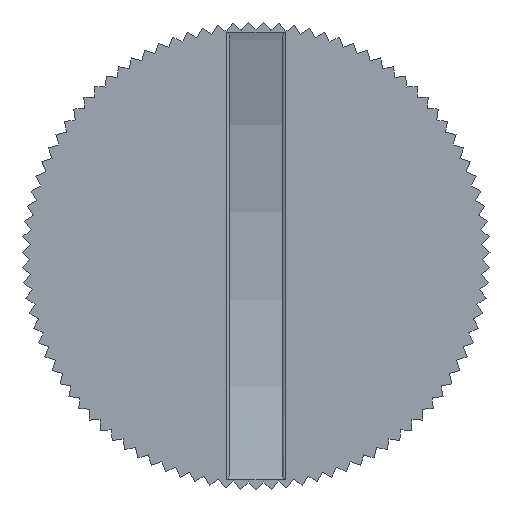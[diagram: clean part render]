
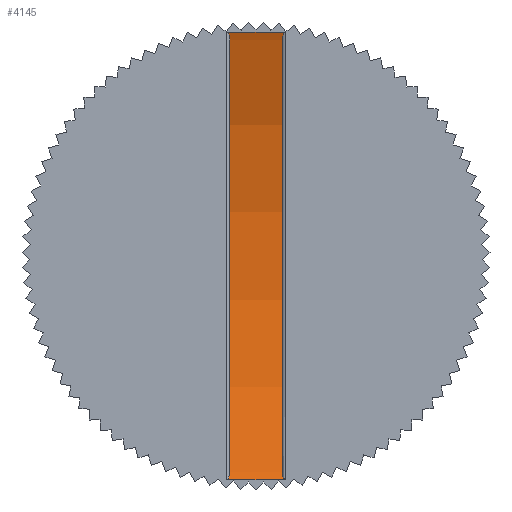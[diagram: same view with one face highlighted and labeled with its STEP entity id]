
A CAD part, left-side view. The second image highlights one B-rep face of the part: STEP entity #4145.
In plain terms, the highlighted cylindrical face has radius 20 mm (diameter 40 mm), a partial arc.
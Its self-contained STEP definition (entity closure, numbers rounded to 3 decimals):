
#16=CIRCLE('',#4347,20.);
#17=CIRCLE('',#4350,20.);
#23=B_SPLINE_CURVE_WITH_KNOTS('',3,(#6511,#6512,#6513,#6514,#6515,#6516,
#6517,#6518,#6519,#6520),.UNSPECIFIED.,.F.,.F.,(4,2,2,2,4),(0.031,
0.054,0.059,0.06,0.061),
 .UNSPECIFIED.);
#24=B_SPLINE_CURVE_WITH_KNOTS('',3,(#6523,#6524,#6525,#6526,#6527,#6528,
#6529,#6530,#6531,#6532),.UNSPECIFIED.,.F.,.F.,(4,2,2,2,4),(0.061,
0.063,0.064,0.069,0.091),
 .UNSPECIFIED.);
#25=B_SPLINE_CURVE_WITH_KNOTS('',3,(#6537,#6538,#6539,#6540,#6541,#6542,
#6543,#6544,#6545,#6546),.UNSPECIFIED.,.F.,.F.,(4,2,2,2,4),(-0.03,
-0.007,-0.003,-0.001,0.),
 .UNSPECIFIED.);
#26=B_SPLINE_CURVE_WITH_KNOTS('',3,(#6549,#6550,#6551,#6552,#6553,#6554,
#6555,#6556,#6557,#6558),.UNSPECIFIED.,.F.,.F.,(4,2,2,2,4),(0.,0.001,
0.003,0.007,0.03),
 .UNSPECIFIED.);
#29=CYLINDRICAL_SURFACE('',#4351,20.);
#233=FACE_OUTER_BOUND('',#436,.T.);
#436=EDGE_LOOP('',(#3546,#3547,#3548,#3549,#3550,#3551,#3552,#3553));
#1015=LINE('',#6497,#1591);
#1017=LINE('',#6501,#1593);
#1591=VECTOR('',#5310,1.9);
#1593=VECTOR('',#5312,1.9);
#1979=VERTEX_POINT('',#6495);
#1980=VERTEX_POINT('',#6496);
#1981=VERTEX_POINT('',#6498);
#1982=VERTEX_POINT('',#6500);
#1984=VERTEX_POINT('',#6510);
#1985=VERTEX_POINT('',#6521);
#1986=VERTEX_POINT('',#6536);
#1987=VERTEX_POINT('',#6547);
#2560=EDGE_CURVE('',#1979,#1980,#1015,.T.);
#2562=EDGE_CURVE('',#1982,#1981,#1017,.T.);
#2567=EDGE_CURVE('',#1982,#1984,#23,.F.);
#2569=EDGE_CURVE('',#1985,#1980,#24,.F.);
#2570=EDGE_CURVE('',#1985,#1984,#16,.T.);
#2571=EDGE_CURVE('',#1979,#1986,#25,.F.);
#2573=EDGE_CURVE('',#1987,#1981,#26,.F.);
#2574=EDGE_CURVE('',#1987,#1986,#17,.T.);
#3546=ORIENTED_EDGE('',*,*,#2562,.T.);
#3547=ORIENTED_EDGE('',*,*,#2573,.F.);
#3548=ORIENTED_EDGE('',*,*,#2574,.T.);
#3549=ORIENTED_EDGE('',*,*,#2571,.F.);
#3550=ORIENTED_EDGE('',*,*,#2560,.T.);
#3551=ORIENTED_EDGE('',*,*,#2569,.F.);
#3552=ORIENTED_EDGE('',*,*,#2570,.T.);
#3553=ORIENTED_EDGE('',*,*,#2567,.F.);
#4145=ADVANCED_FACE('',(#233),#29,.F.);
#4347=AXIS2_PLACEMENT_3D('',#6534,#5326,#5327);
#4350=AXIS2_PLACEMENT_3D('',#6560,#5333,#5334);
#4351=AXIS2_PLACEMENT_3D('',#6561,#5335,#5336);
#5310=DIRECTION('',(0.,1.,0.));
#5312=DIRECTION('',(0.,-1.,0.));
#5326=DIRECTION('center_axis',(0.,1.,0.));
#5327=DIRECTION('ref_axis',(-0.933,0.,-0.361));
#5333=DIRECTION('center_axis',(0.,-1.,0.));
#5334=DIRECTION('ref_axis',(-0.933,0.,-0.361));
#5335=DIRECTION('center_axis',(0.,1.,0.));
#5336=DIRECTION('ref_axis',(-0.933,0.,-0.361));
#6495=CARTESIAN_POINT('',(-7.5,-0.95,7.223));
#6496=CARTESIAN_POINT('',(-7.5,0.95,7.223));
#6497=CARTESIAN_POINT('',(-7.5,0.,7.223));
#6498=CARTESIAN_POINT('',(-7.5,-0.95,-7.223));
#6500=CARTESIAN_POINT('',(-7.5,0.95,-7.223));
#6501=CARTESIAN_POINT('',(-7.5,0.,-7.223));
#6510=CARTESIAN_POINT('',(-7.4,0.85,-6.96));
#6511=CARTESIAN_POINT('Ctrl Pts',(-7.4,0.85,-6.96));
#6512=CARTESIAN_POINT('Ctrl Pts',(-7.426,0.85,-7.031));
#6513=CARTESIAN_POINT('Ctrl Pts',(-7.459,0.858,-7.116));
#6514=CARTESIAN_POINT('Ctrl Pts',(-7.488,0.901,-7.191));
#6515=CARTESIAN_POINT('Ctrl Pts',(-7.493,0.912,-7.206));
#6516=CARTESIAN_POINT('Ctrl Pts',(-7.498,0.928,-7.217));
#6517=CARTESIAN_POINT('Ctrl Pts',(-7.498,0.932,-7.22));
#6518=CARTESIAN_POINT('Ctrl Pts',(-7.5,0.941,-7.223));
#6519=CARTESIAN_POINT('Ctrl Pts',(-7.5,0.946,-7.223));
#6520=CARTESIAN_POINT('Ctrl Pts',(-7.5,0.95,-7.223));
#6521=CARTESIAN_POINT('',(-7.4,0.85,6.96));
#6523=CARTESIAN_POINT('Ctrl Pts',(-7.5,0.95,7.223));
#6524=CARTESIAN_POINT('Ctrl Pts',(-7.5,0.946,7.223));
#6525=CARTESIAN_POINT('Ctrl Pts',(-7.5,0.941,7.223));
#6526=CARTESIAN_POINT('Ctrl Pts',(-7.498,0.932,7.22));
#6527=CARTESIAN_POINT('Ctrl Pts',(-7.498,0.928,7.217));
#6528=CARTESIAN_POINT('Ctrl Pts',(-7.493,0.912,7.206));
#6529=CARTESIAN_POINT('Ctrl Pts',(-7.488,0.901,7.191));
#6530=CARTESIAN_POINT('Ctrl Pts',(-7.459,0.858,7.116));
#6531=CARTESIAN_POINT('Ctrl Pts',(-7.426,0.85,7.031));
#6532=CARTESIAN_POINT('Ctrl Pts',(-7.4,0.85,6.96));
#6534=CARTESIAN_POINT('Origin',(-26.15,0.85,0.));
#6536=CARTESIAN_POINT('',(-7.4,-0.85,6.96));
#6537=CARTESIAN_POINT('Ctrl Pts',(-7.4,-0.85,6.96));
#6538=CARTESIAN_POINT('Ctrl Pts',(-7.426,-0.85,7.031));
#6539=CARTESIAN_POINT('Ctrl Pts',(-7.459,-0.858,
7.116));
#6540=CARTESIAN_POINT('Ctrl Pts',(-7.488,-0.901,
7.191));
#6541=CARTESIAN_POINT('Ctrl Pts',(-7.493,-0.912,
7.206));
#6542=CARTESIAN_POINT('Ctrl Pts',(-7.498,-0.928,
7.217));
#6543=CARTESIAN_POINT('Ctrl Pts',(-7.498,-0.932,
7.22));
#6544=CARTESIAN_POINT('Ctrl Pts',(-7.5,-0.941,
7.223));
#6545=CARTESIAN_POINT('Ctrl Pts',(-7.5,-0.946,7.223));
#6546=CARTESIAN_POINT('Ctrl Pts',(-7.5,-0.95,7.223));
#6547=CARTESIAN_POINT('',(-7.4,-0.85,-6.96));
#6549=CARTESIAN_POINT('Ctrl Pts',(-7.5,-0.95,-7.223));
#6550=CARTESIAN_POINT('Ctrl Pts',(-7.5,-0.946,-7.223));
#6551=CARTESIAN_POINT('Ctrl Pts',(-7.5,-0.941,
-7.223));
#6552=CARTESIAN_POINT('Ctrl Pts',(-7.498,-0.932,
-7.22));
#6553=CARTESIAN_POINT('Ctrl Pts',(-7.498,-0.928,
-7.217));
#6554=CARTESIAN_POINT('Ctrl Pts',(-7.493,-0.912,
-7.206));
#6555=CARTESIAN_POINT('Ctrl Pts',(-7.488,-0.901,
-7.191));
#6556=CARTESIAN_POINT('Ctrl Pts',(-7.459,-0.858,
-7.116));
#6557=CARTESIAN_POINT('Ctrl Pts',(-7.426,-0.85,-7.031));
#6558=CARTESIAN_POINT('Ctrl Pts',(-7.4,-0.85,-6.96));
#6560=CARTESIAN_POINT('Origin',(-26.15,-0.85,0.));
#6561=CARTESIAN_POINT('Origin',(-26.15,0.,0.));
